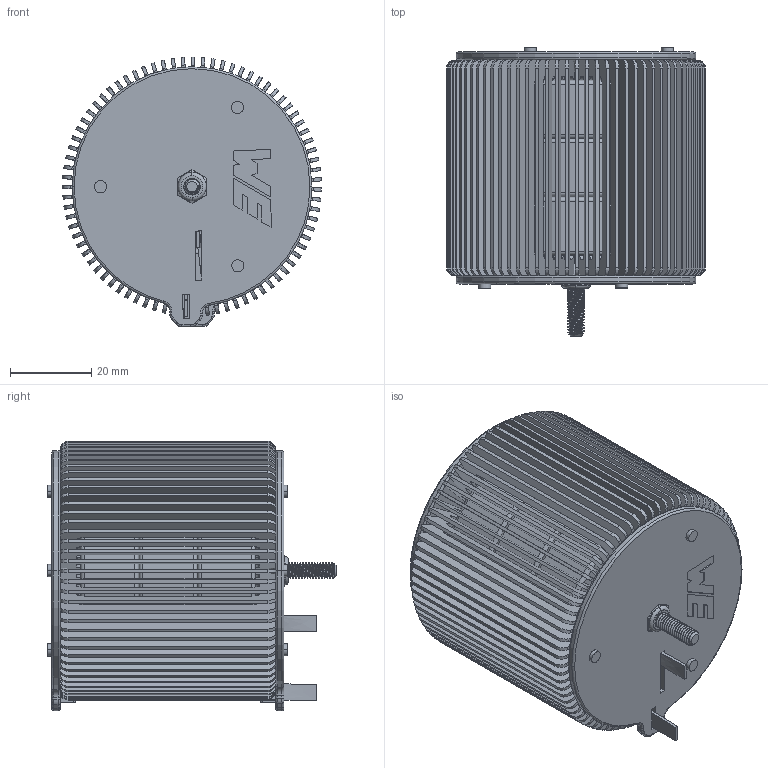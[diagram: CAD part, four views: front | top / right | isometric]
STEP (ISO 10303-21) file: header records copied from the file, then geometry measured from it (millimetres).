
FILE_DESCRIPTION (( 'STEP AP214' ), '1' );
FILE_NAME ('76080X203.STEP', '2022-10-24T21:54:17', ( '' ), ( '' ), 'SwSTEP 2.0', 'SolidWorks 2022', '' );
FILE_SCHEMA (( 'AUTOMOTIVE_DESIGN' ));
Length unit declared in the file: millimetre
Products named in the file (5): 070-7778_65mm10; 4mm OD 65mm long_screw_91290A083; 4mm lock nut_94645A101; 76080X203 Coil and Core; 76080X203
Assembly tree (5 placements, depth 2):
  76080X203
    76080X203 Coil and Core
    070-7778_65mm10  x2
    4mm lock nut_94645A101
    4mm OD 65mm long_screw_91290A083
Bounding box: 63.69 x 70.9 x 66.34 mm (x, y, z)
Volume: 108583.9 mm3; surface area: 131393.9 mm2
Topology: 86 solids, 86 shells, 1857 faces, 4850 edges, 3179 vertices
Faces by surface type: plane 912, cylinder 773, torus 94, cone 44, bspline 30, sphere 4
Entity records: 76540 total; most frequent: CARTESIAN_POINT 16303, DIRECTION 9228, ORIENTED_EDGE 9054, EDGE_CURVE 4527, AXIS2_PLACEMENT_3D 3220, VERTEX_POINT 2980, VECTOR 2788, LINE 2788
